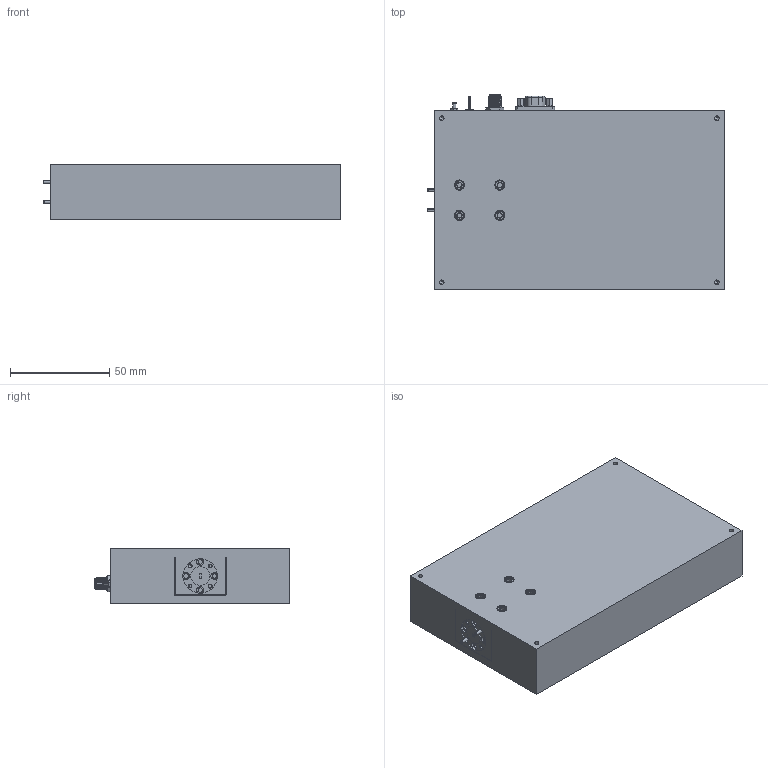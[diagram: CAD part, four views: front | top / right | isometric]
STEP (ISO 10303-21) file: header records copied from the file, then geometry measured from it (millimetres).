
FILE_DESCRIPTION (( 'STEP AP214' ), '1' );
FILE_NAME ('OT-EF-A-FM, Defeatured.STEP', '2024-03-06T21:02:18', ( '' ), ( '' ), 'SwSTEP 2.0', 'SolidWorks 2021', '' );
FILE_SCHEMA (( 'AUTOMOTIVE_DESIGN' ));
Length unit declared in the file: inch
Products named in the file (1): OT-EF-A-FM, Defeatured
Bounding box: 149.42 x 98.48 x 27.94 mm (x, y, z)
Volume: 367876.1 mm3; surface area: 69297.5 mm2
Topology: 8 solids, 21 shells, 887 faces, 2114 edges, 1308 vertices
Faces by surface type: cylinder 350, plane 292, cone 206, torus 21, bspline 18
Entity records: 43878 total; most frequent: CARTESIAN_POINT 12748, DIRECTION 4142, ORIENTED_EDGE 4132, EDGE_CURVE 2066, AXIS2_PLACEMENT_3D 1647, VERTEX_POINT 1308, EDGE_LOOP 1006, FACE_OUTER_BOUND 887
